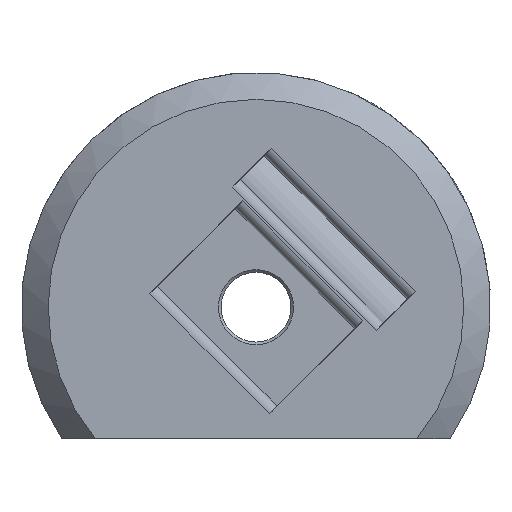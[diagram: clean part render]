
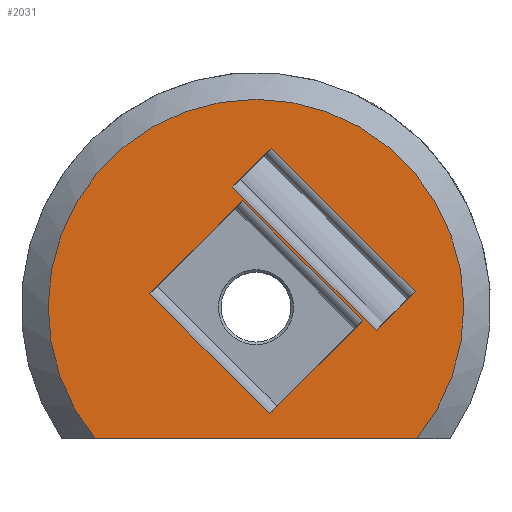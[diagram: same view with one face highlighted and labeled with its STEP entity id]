
A CAD part, left-side view. The second image highlights one B-rep face of the part: STEP entity #2031.
In plain terms, the highlighted planar face has unit normal (-1, 0, 0).
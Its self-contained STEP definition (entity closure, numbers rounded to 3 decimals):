
#17=FACE_BOUND('',#260,.T.);
#18=FACE_BOUND('',#261,.T.);
#108=PLANE('',#2186);
#143=FACE_OUTER_BOUND('',#259,.T.);
#259=EDGE_LOOP('',(#1452,#1453));
#260=EDGE_LOOP('',(#1454,#1455,#1456,#1457));
#261=EDGE_LOOP('',(#1458,#1459,#1460,#1461));
#389=CIRCLE('',#2187,15.5);
#626=LINE('',#3102,#719);
#631=LINE('',#3119,#724);
#634=LINE('',#3129,#727);
#635=LINE('',#3132,#728);
#636=LINE('',#3133,#729);
#637=LINE('',#3134,#730);
#638=LINE('',#3136,#731);
#639=LINE('',#3138,#732);
#640=LINE('',#3139,#733);
#719=VECTOR('',#2373,10.);
#724=VECTOR('',#2388,10.);
#727=VECTOR('',#2397,10.);
#728=VECTOR('',#2398,10.);
#729=VECTOR('',#2399,10.);
#730=VECTOR('',#2400,10.);
#731=VECTOR('',#2401,10.);
#732=VECTOR('',#2402,10.);
#733=VECTOR('',#2403,10.);
#841=VERTEX_POINT('',#3099);
#842=VERTEX_POINT('',#3101);
#848=VERTEX_POINT('',#3116);
#849=VERTEX_POINT('',#3118);
#852=VERTEX_POINT('',#3126);
#853=VERTEX_POINT('',#3127);
#854=VERTEX_POINT('',#3130);
#855=VERTEX_POINT('',#3131);
#856=VERTEX_POINT('',#3135);
#857=VERTEX_POINT('',#3137);
#1076=EDGE_CURVE('',#842,#841,#626,.F.);
#1084=EDGE_CURVE('',#849,#848,#631,.T.);
#1088=EDGE_CURVE('',#852,#853,#389,.T.);
#1089=EDGE_CURVE('',#853,#852,#634,.T.);
#1090=EDGE_CURVE('',#854,#855,#635,.T.);
#1091=EDGE_CURVE('',#849,#855,#636,.T.);
#1092=EDGE_CURVE('',#854,#848,#637,.T.);
#1093=EDGE_CURVE('',#856,#841,#638,.T.);
#1094=EDGE_CURVE('',#856,#857,#639,.F.);
#1095=EDGE_CURVE('',#842,#857,#640,.T.);
#1452=ORIENTED_EDGE('',*,*,#1088,.F.);
#1453=ORIENTED_EDGE('',*,*,#1089,.F.);
#1454=ORIENTED_EDGE('',*,*,#1090,.T.);
#1455=ORIENTED_EDGE('',*,*,#1091,.F.);
#1456=ORIENTED_EDGE('',*,*,#1084,.T.);
#1457=ORIENTED_EDGE('',*,*,#1092,.F.);
#1458=ORIENTED_EDGE('',*,*,#1076,.T.);
#1459=ORIENTED_EDGE('',*,*,#1093,.F.);
#1460=ORIENTED_EDGE('',*,*,#1094,.T.);
#1461=ORIENTED_EDGE('',*,*,#1095,.F.);
#2031=ADVANCED_FACE('',(#143,#17,#18),#108,.F.);
#2186=AXIS2_PLACEMENT_3D('',#3125,#2393,#2394);
#2187=AXIS2_PLACEMENT_3D('',#3128,#2395,#2396);
#2373=DIRECTION('',(0.,-0.707,0.707));
#2388=DIRECTION('',(0.,-0.707,0.707));
#2393=DIRECTION('center_axis',(1.,0.,0.));
#2394=DIRECTION('ref_axis',(0.,1.,0.));
#2395=DIRECTION('center_axis',(1.,0.,0.));
#2396=DIRECTION('ref_axis',(0.,1.,0.));
#2397=DIRECTION('',(0.,1.,0.));
#2398=DIRECTION('',(0.,0.707,-0.707));
#2399=DIRECTION('',(0.,-0.707,-0.707));
#2400=DIRECTION('',(0.,0.707,0.707));
#2401=DIRECTION('',(0.,-0.707,-0.707));
#2402=DIRECTION('',(0.,0.707,-0.707));
#2403=DIRECTION('',(0.,0.707,0.707));
#3099=CARTESIAN_POINT('',(4.,-8.963,-1.75));
#3101=CARTESIAN_POINT('',(4.,-11.862,1.149));
#3102=CARTESIAN_POINT('',(4.,-8.326,-2.386));
#3116=CARTESIAN_POINT('',(4.,1.008,7.937));
#3118=CARTESIAN_POINT('',(4.,7.937,1.008));
#3119=CARTESIAN_POINT('',(4.,2.386,6.558));
#3125=CARTESIAN_POINT('Origin',(4.,0.,
0.));
#3126=CARTESIAN_POINT('',(4.,11.989,-9.824));
#3127=CARTESIAN_POINT('',(4.,-11.989,-9.824));
#3128=CARTESIAN_POINT('Origin',(4.,0.,
0.));
#3129=CARTESIAN_POINT('',(4.,0.,-9.824));
#3130=CARTESIAN_POINT('',(4.,-7.937,-1.008));
#3131=CARTESIAN_POINT('',(4.,-1.008,-7.937));
#3132=CARTESIAN_POINT('',(4.,-7.442,-1.503));
#3133=CARTESIAN_POINT('',(4.,1.229,-5.701));
#3134=CARTESIAN_POINT('',(4.,-1.229,5.701));
#3135=CARTESIAN_POINT('',(4.,1.75,8.963));
#3136=CARTESIAN_POINT('',(4.,-5.842,1.37));
#3137=CARTESIAN_POINT('',(4.,-1.149,11.862));
#3138=CARTESIAN_POINT('',(4.,3.27,7.442));
#3139=CARTESIAN_POINT('',(4.,-4.269,8.742));
